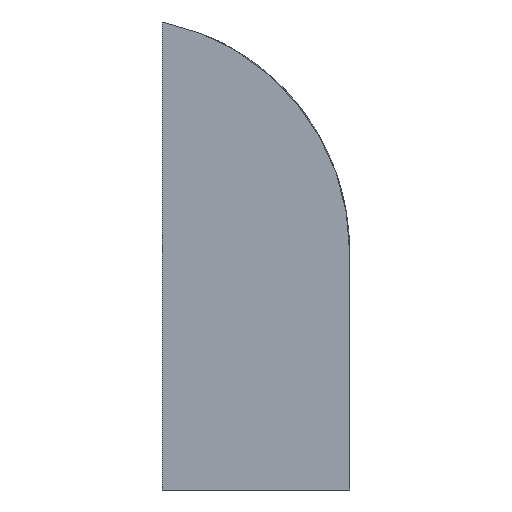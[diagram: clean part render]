
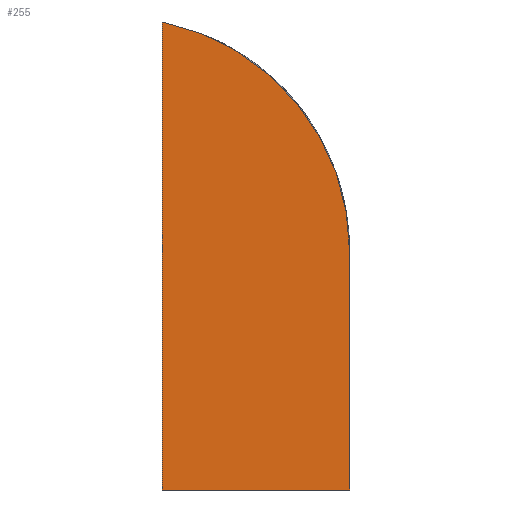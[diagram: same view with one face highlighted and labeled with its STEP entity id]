
A CAD part, left-side view. The second image highlights one B-rep face of the part: STEP entity #255.
In plain terms, the highlighted planar face has unit normal (-1, 0, 0).
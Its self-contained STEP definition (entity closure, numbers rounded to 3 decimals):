
#7 = VECTOR ( 'NONE', #781, 1000. ) ;
#31 = EDGE_CURVE ( 'NONE', #893, #154, #955, .T. ) ;
#44 = FACE_OUTER_BOUND ( 'NONE', #94, .T. ) ;
#80 = CARTESIAN_POINT ( 'NONE',  ( -6.635, 11.798, 40. ) ) ;
#88 = ORIENTED_EDGE ( 'NONE', *, *, #699, .T. ) ;
#94 = EDGE_LOOP ( 'NONE', ( #465, #88, #123, #214 ) ) ;
#101 = AXIS2_PLACEMENT_3D ( 'NONE', #367, #825, #236 ) ;
#123 = ORIENTED_EDGE ( 'NONE', *, *, #31, .T. ) ;
#132 = VECTOR ( 'NONE', #564, 1000. ) ;
#154 = VERTEX_POINT ( 'NONE', #919 ) ;
#164 = DIRECTION ( 'NONE',  ( 0., 0., 1. ) ) ;
#214 = ORIENTED_EDGE ( 'NONE', *, *, #466, .F. ) ;
#236 = DIRECTION ( 'NONE',  ( 0., 1., 0. ) ) ;
#242 = CARTESIAN_POINT ( 'NONE',  ( -6.635, 11.798, 60. ) ) ;
#244 = CARTESIAN_POINT ( 'NONE',  ( -6.635, 11.798, 40. ) ) ;
#255 = ADVANCED_FACE ( 'NONE', ( #44 ), #636, .F. ) ;
#256 = VECTOR ( 'NONE', #164, 1000. ) ;
#337 = CARTESIAN_POINT ( 'NONE',  ( -6.635, 11.798, 40. ) ) ;
#367 = CARTESIAN_POINT ( 'NONE',  ( -6.635, 13.798, 50.202 ) ) ;
#386 = VERTEX_POINT ( 'NONE', #80 ) ;
#465 = ORIENTED_EDGE ( 'NONE', *, *, #634, .F. ) ;
#466 = EDGE_CURVE ( 'NONE', #848, #154, #505, .T. ) ;
#505 = CIRCLE ( 'NONE', #101, 10. ) ;
#550 = DIRECTION ( 'NONE',  ( 0., 1., 0. ) ) ;
#564 = DIRECTION ( 'NONE',  ( 0., 0., 1. ) ) ;
#569 = AXIS2_PLACEMENT_3D ( 'NONE', #244, #835, #550 ) ;
#634 = EDGE_CURVE ( 'NONE', #386, #848, #852, .T. ) ;
#636 = PLANE ( 'NONE',  #569 ) ;
#699 = EDGE_CURVE ( 'NONE', #386, #893, #711, .T. ) ;
#711 = LINE ( 'NONE', #337, #7 ) ;
#781 = DIRECTION ( 'NONE',  ( 0., -1., 0. ) ) ;
#788 = CARTESIAN_POINT ( 'NONE',  ( -6.635, 11.798, 40. ) ) ;
#825 = DIRECTION ( 'NONE',  ( 1., 0., 0. ) ) ;
#835 = DIRECTION ( 'NONE',  ( 1., 0., 0. ) ) ;
#839 = CARTESIAN_POINT ( 'NONE',  ( -6.635, 3.798, 40. ) ) ;
#848 = VERTEX_POINT ( 'NONE', #242 ) ;
#852 = LINE ( 'NONE', #788, #256 ) ;
#874 = CARTESIAN_POINT ( 'NONE',  ( -6.635, 3.798, 40. ) ) ;
#893 = VERTEX_POINT ( 'NONE', #839 ) ;
#919 = CARTESIAN_POINT ( 'NONE',  ( -6.635, 3.798, 50.202 ) ) ;
#955 = LINE ( 'NONE', #874, #132 ) ;
